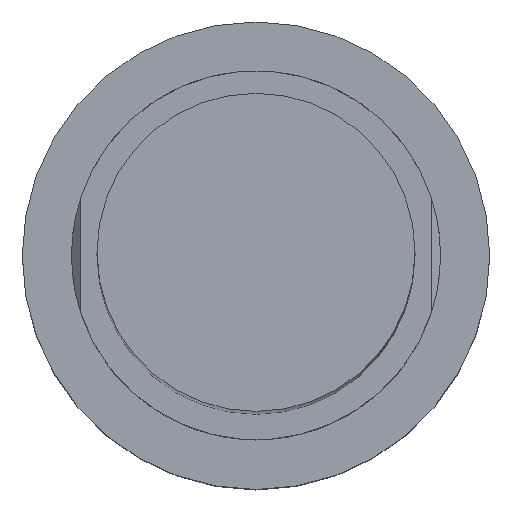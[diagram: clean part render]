
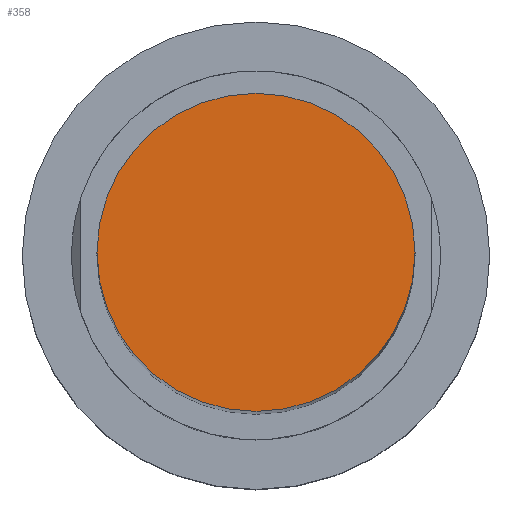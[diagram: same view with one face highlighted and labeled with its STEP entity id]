
A CAD part, top view. The second image highlights one B-rep face of the part: STEP entity #358.
In plain terms, the highlighted planar face has unit normal (0, 0, 1).
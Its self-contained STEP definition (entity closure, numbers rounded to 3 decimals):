
#28 = DIRECTION ( 'NONE',  ( -1., 0., 0. ) ) ;
#55 = VERTEX_POINT ( 'NONE', #173 ) ;
#61 = EDGE_CURVE ( 'NONE', #270, #55, #278, .T. ) ;
#173 = CARTESIAN_POINT ( 'NONE',  ( -9.525, 0., 0. ) ) ;
#186 = FACE_OUTER_BOUND ( 'NONE', #480, .T. ) ;
#237 = CARTESIAN_POINT ( 'NONE',  ( 0., 0., 0. ) ) ;
#241 = DIRECTION ( 'NONE',  ( 0., 0., 1. ) ) ;
#254 = ORIENTED_EDGE ( 'NONE', *, *, #639, .T. ) ;
#264 = DIRECTION ( 'NONE',  ( 0., 0., -1. ) ) ;
#270 = VERTEX_POINT ( 'NONE', #441 ) ;
#273 = CARTESIAN_POINT ( 'NONE',  ( 0., 0., 0. ) ) ;
#278 = CIRCLE ( 'NONE', #485, 9.525 ) ;
#336 = AXIS2_PLACEMENT_3D ( 'NONE', #435, #497, #577 ) ;
#358 = ADVANCED_FACE ( 'NONE', ( #186 ), #642, .F. ) ;
#435 = CARTESIAN_POINT ( 'NONE',  ( 0., 0., 0. ) ) ;
#441 = CARTESIAN_POINT ( 'NONE',  ( 9.525, 0., 0. ) ) ;
#480 = EDGE_LOOP ( 'NONE', ( #673, #254 ) ) ;
#485 = AXIS2_PLACEMENT_3D ( 'NONE', #237, #241, #557 ) ;
#497 = DIRECTION ( 'NONE',  ( 0., 0., 1. ) ) ;
#504 = AXIS2_PLACEMENT_3D ( 'NONE', #273, #264, #28 ) ;
#557 = DIRECTION ( 'NONE',  ( 1., 0., 0. ) ) ;
#573 = CIRCLE ( 'NONE', #336, 9.525 ) ;
#577 = DIRECTION ( 'NONE',  ( 1., 0., 0. ) ) ;
#639 = EDGE_CURVE ( 'NONE', #55, #270, #573, .T. ) ;
#642 = PLANE ( 'NONE',  #504 ) ;
#673 = ORIENTED_EDGE ( 'NONE', *, *, #61, .T. ) ;
